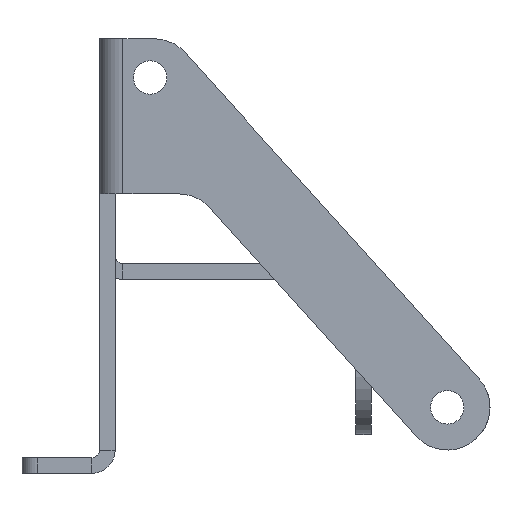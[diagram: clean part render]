
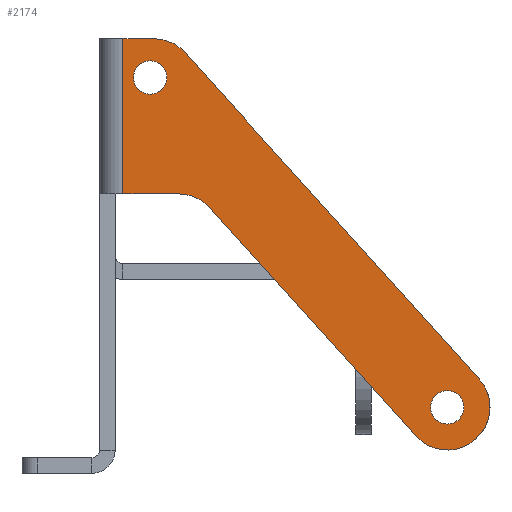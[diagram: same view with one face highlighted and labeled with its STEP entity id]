
A CAD part, left-side view. The second image highlights one B-rep face of the part: STEP entity #2174.
In plain terms, the highlighted planar face has unit normal (-1, 0, 0).
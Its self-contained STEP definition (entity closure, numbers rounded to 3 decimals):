
#58 = DIRECTION ( 'NONE',  ( -1., 0., 0. ) ) ;
#105 = CIRCLE ( 'NONE', #2465, 2.15 ) ;
#128 = AXIS2_PLACEMENT_3D ( 'NONE', #4661, #2435, #807 ) ;
#169 = AXIS2_PLACEMENT_3D ( 'NONE', #407, #2677, #3490 ) ;
#219 = PLANE ( 'NONE',  #128 ) ;
#253 = VERTEX_POINT ( 'NONE', #1667 ) ;
#258 = CIRCLE ( 'NONE', #169, 2.15 ) ;
#290 = AXIS2_PLACEMENT_3D ( 'NONE', #4798, #2175, #4372 ) ;
#292 = VERTEX_POINT ( 'NONE', #4343 ) ;
#311 = VECTOR ( 'NONE', #3831, 1000. ) ;
#407 = CARTESIAN_POINT ( 'NONE',  ( -3., -4.5, -5. ) ) ;
#408 = LINE ( 'NONE', #2531, #2567 ) ;
#447 = VECTOR ( 'NONE', #1800, 1000. ) ;
#450 = EDGE_CURVE ( 'NONE', #253, #4643, #2299, .T. ) ;
#540 = CARTESIAN_POINT ( 'NONE',  ( -3., -42.8, -47.5 ) ) ;
#763 = CARTESIAN_POINT ( 'NONE',  ( -3., -44.95, -47.5 ) ) ;
#807 = DIRECTION ( 'NONE',  ( 0., -1., 0. ) ) ;
#839 = AXIS2_PLACEMENT_3D ( 'NONE', #1825, #2285, #3557 ) ;
#854 = EDGE_CURVE ( 'NONE', #2124, #4643, #5283, .T. ) ;
#975 = DIRECTION ( 'NONE',  ( 0., -1., 0. ) ) ;
#984 = EDGE_CURVE ( 'NONE', #4527, #2670, #5275, .T. ) ;
#1003 = ORIENTED_EDGE ( 'NONE', *, *, #2533, .F. ) ;
#1123 = AXIS2_PLACEMENT_3D ( 'NONE', #4913, #5387, #975 ) ;
#1142 = EDGE_CURVE ( 'NONE', #253, #292, #5409, .T. ) ;
#1224 = EDGE_CURVE ( 'NONE', #5258, #2544, #105, .T. ) ;
#1242 = CARTESIAN_POINT ( 'NONE',  ( -3., -7.398, 0. ) ) ;
#1376 = CARTESIAN_POINT ( 'NONE',  ( -3., -1., 0. ) ) ;
#1492 = CARTESIAN_POINT ( 'NONE',  ( -3., -46.482, -51.586 ) ) ;
#1495 = DIRECTION ( 'NONE',  ( 0., -1., 0. ) ) ;
#1559 = VERTEX_POINT ( 'NONE', #1492 ) ;
#1571 = ORIENTED_EDGE ( 'NONE', *, *, #1224, .T. ) ;
#1667 = CARTESIAN_POINT ( 'NONE',  ( -3., -1., 0. ) ) ;
#1697 = DIRECTION ( 'NONE',  ( 0., 0.669, 0.743 ) ) ;
#1773 = CIRCLE ( 'NONE', #2723, 5.5 ) ;
#1800 = DIRECTION ( 'NONE',  ( 0., -1., 0. ) ) ;
#1825 = CARTESIAN_POINT ( 'NONE',  ( -3., -42.8, -47.5 ) ) ;
#1863 = EDGE_CURVE ( 'NONE', #4527, #292, #4039, .T. ) ;
#1875 = ORIENTED_EDGE ( 'NONE', *, *, #5415, .T. ) ;
#1876 = EDGE_CURVE ( 'NONE', #2511, #4564, #4332, .T. ) ;
#1947 = CARTESIAN_POINT ( 'NONE',  ( -3., -38.714, -51.182 ) ) ;
#1950 = DIRECTION ( 'NONE',  ( 1., 0., 0. ) ) ;
#1977 = CARTESIAN_POINT ( 'NONE',  ( -3., -8.166, -20. ) ) ;
#2124 = VERTEX_POINT ( 'NONE', #1977 ) ;
#2174 = ADVANCED_FACE ( 'NONE', ( #5247, #5106, #4806 ), #219, .T. ) ;
#2175 = DIRECTION ( 'NONE',  ( -1., 0., 0. ) ) ;
#2192 = EDGE_LOOP ( 'NONE', ( #2493, #1571 ) ) ;
#2285 = DIRECTION ( 'NONE',  ( 1., 0., 0. ) ) ;
#2299 = LINE ( 'NONE', #1376, #2869 ) ;
#2383 = AXIS2_PLACEMENT_3D ( 'NONE', #540, #58, #3556 ) ;
#2435 = DIRECTION ( 'NONE',  ( -1., 0., 0. ) ) ;
#2465 = AXIS2_PLACEMENT_3D ( 'NONE', #3649, #1950, #5050 ) ;
#2493 = ORIENTED_EDGE ( 'NONE', *, *, #4593, .T. ) ;
#2511 = VERTEX_POINT ( 'NONE', #2925 ) ;
#2531 = CARTESIAN_POINT ( 'NONE',  ( -3., -42.396, -55.268 ) ) ;
#2533 = EDGE_CURVE ( 'NONE', #4229, #2827, #408, .T. ) ;
#2536 = EDGE_LOOP ( 'NONE', ( #5178, #5368, #4915, #2608, #2783, #4515, #4537, #3736, #1003 ) ) ;
#2544 = VERTEX_POINT ( 'NONE', #4336 ) ;
#2567 = VECTOR ( 'NONE', #1697, 1000. ) ;
#2587 = DIRECTION ( 'NONE',  ( 0., 1., 0. ) ) ;
#2606 = CIRCLE ( 'NONE', #839, 2.15 ) ;
#2608 = ORIENTED_EDGE ( 'NONE', *, *, #1863, .T. ) ;
#2670 = VERTEX_POINT ( 'NONE', #3600 ) ;
#2677 = DIRECTION ( 'NONE',  ( 1., 0., 0. ) ) ;
#2678 = EDGE_CURVE ( 'NONE', #2124, #2827, #1773, .T. ) ;
#2694 = CIRCLE ( 'NONE', #2383, 5.5 ) ;
#2723 = AXIS2_PLACEMENT_3D ( 'NONE', #4200, #2856, #1495 ) ;
#2783 = ORIENTED_EDGE ( 'NONE', *, *, #1142, .F. ) ;
#2827 = VERTEX_POINT ( 'NONE', #3742 ) ;
#2856 = DIRECTION ( 'NONE',  ( 1., 0., 0. ) ) ;
#2865 = CARTESIAN_POINT ( 'NONE',  ( -3., -9.036, -1.818 ) ) ;
#2869 = VECTOR ( 'NONE', #4404, 1000. ) ;
#2925 = CARTESIAN_POINT ( 'NONE',  ( -3., -40.65, -47.5 ) ) ;
#3367 = EDGE_CURVE ( 'NONE', #1559, #2670, #2694, .T. ) ;
#3454 = CARTESIAN_POINT ( 'NONE',  ( -3., 0., -20. ) ) ;
#3490 = DIRECTION ( 'NONE',  ( 0., -1., 0. ) ) ;
#3556 = DIRECTION ( 'NONE',  ( 0., -1., 0. ) ) ;
#3557 = DIRECTION ( 'NONE',  ( 0., -1., 0. ) ) ;
#3600 = CARTESIAN_POINT ( 'NONE',  ( -3., -46.886, -43.818 ) ) ;
#3649 = CARTESIAN_POINT ( 'NONE',  ( -3., -4.5, -5. ) ) ;
#3651 = EDGE_CURVE ( 'NONE', #4229, #1559, #4726, .T. ) ;
#3736 = ORIENTED_EDGE ( 'NONE', *, *, #2678, .T. ) ;
#3742 = CARTESIAN_POINT ( 'NONE',  ( -3., -12.252, -21.818 ) ) ;
#3831 = DIRECTION ( 'NONE',  ( 0., -0.669, -0.743 ) ) ;
#3931 = VECTOR ( 'NONE', #2587, 1000. ) ;
#4031 = CARTESIAN_POINT ( 'NONE',  ( -3., -42.8, -47.5 ) ) ;
#4039 = CIRCLE ( 'NONE', #1123, 5.5 ) ;
#4200 = CARTESIAN_POINT ( 'NONE',  ( -3., -8.166, -25.5 ) ) ;
#4229 = VERTEX_POINT ( 'NONE', #1947 ) ;
#4332 = CIRCLE ( 'NONE', #4655, 2.15 ) ;
#4336 = CARTESIAN_POINT ( 'NONE',  ( -3., -2.35, -5. ) ) ;
#4343 = CARTESIAN_POINT ( 'NONE',  ( -3., -4.951, 0. ) ) ;
#4372 = DIRECTION ( 'NONE',  ( 0., -1., 0. ) ) ;
#4404 = DIRECTION ( 'NONE',  ( 0., 0., -1. ) ) ;
#4449 = CARTESIAN_POINT ( 'NONE',  ( -3., -7.398, 0. ) ) ;
#4492 = DIRECTION ( 'NONE',  ( 1., 0., 0. ) ) ;
#4515 = ORIENTED_EDGE ( 'NONE', *, *, #450, .T. ) ;
#4527 = VERTEX_POINT ( 'NONE', #2865 ) ;
#4537 = ORIENTED_EDGE ( 'NONE', *, *, #854, .F. ) ;
#4564 = VERTEX_POINT ( 'NONE', #763 ) ;
#4593 = EDGE_CURVE ( 'NONE', #2544, #5258, #258, .T. ) ;
#4643 = VERTEX_POINT ( 'NONE', #4959 ) ;
#4655 = AXIS2_PLACEMENT_3D ( 'NONE', #4031, #4492, #5349 ) ;
#4661 = CARTESIAN_POINT ( 'NONE',  ( -3., 0., 0. ) ) ;
#4686 = ORIENTED_EDGE ( 'NONE', *, *, #1876, .T. ) ;
#4726 = CIRCLE ( 'NONE', #290, 5.5 ) ;
#4798 = CARTESIAN_POINT ( 'NONE',  ( -3., -42.8, -47.5 ) ) ;
#4806 = FACE_OUTER_BOUND ( 'NONE', #2536, .T. ) ;
#4913 = CARTESIAN_POINT ( 'NONE',  ( -3., -4.951, -5.5 ) ) ;
#4915 = ORIENTED_EDGE ( 'NONE', *, *, #984, .F. ) ;
#4959 = CARTESIAN_POINT ( 'NONE',  ( -3., -1., -20. ) ) ;
#5050 = DIRECTION ( 'NONE',  ( 0., -1., 0. ) ) ;
#5106 = FACE_BOUND ( 'NONE', #2192, .T. ) ;
#5178 = ORIENTED_EDGE ( 'NONE', *, *, #3651, .T. ) ;
#5247 = FACE_BOUND ( 'NONE', #5617, .T. ) ;
#5258 = VERTEX_POINT ( 'NONE', #5264 ) ;
#5264 = CARTESIAN_POINT ( 'NONE',  ( -3., -6.65, -5. ) ) ;
#5275 = LINE ( 'NONE', #1242, #311 ) ;
#5283 = LINE ( 'NONE', #3454, #3931 ) ;
#5349 = DIRECTION ( 'NONE',  ( 0., -1., 0. ) ) ;
#5368 = ORIENTED_EDGE ( 'NONE', *, *, #3367, .T. ) ;
#5387 = DIRECTION ( 'NONE',  ( -1., 0., 0. ) ) ;
#5409 = LINE ( 'NONE', #4449, #447 ) ;
#5415 = EDGE_CURVE ( 'NONE', #4564, #2511, #2606, .T. ) ;
#5617 = EDGE_LOOP ( 'NONE', ( #4686, #1875 ) ) ;
